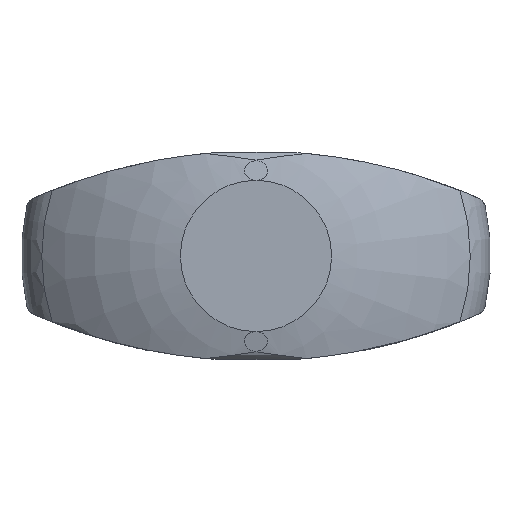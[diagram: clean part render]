
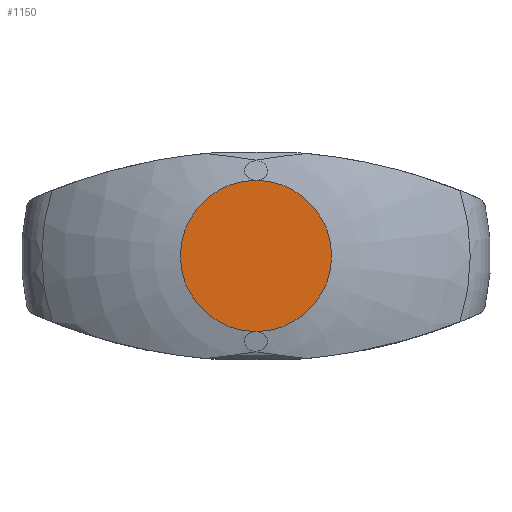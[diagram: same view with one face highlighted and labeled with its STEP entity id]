
A CAD part, top view. The second image highlights one B-rep face of the part: STEP entity #1150.
In plain terms, the highlighted planar face has unit normal (0, 0, 1).
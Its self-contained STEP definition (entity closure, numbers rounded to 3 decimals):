
#704=VERTEX_POINT('',#2023);
#1150=ADVANCED_FACE('',(#2506),#2507,.T.);
#1484=EDGE_CURVE('',#704,#1888,#2871,.T.);
#1566=EDGE_CURVE('',#1888,#704,#2962,.T.);
#1888=VERTEX_POINT('',#3308);
#2023=CARTESIAN_POINT('',(0.0,-5.8,31.));
#2506=FACE_OUTER_BOUND('',#4752,.T.);
#2507=PLANE('',#4753);
#2871=CIRCLE('',#5725,5.8);
#2962=CIRCLE('',#6039,5.8);
#3308=CARTESIAN_POINT('',(0.0,5.8,31.));
#4752=EDGE_LOOP('',(#7904,#7905));
#4753=AXIS2_PLACEMENT_3D('',#7906,#7907,#7908);
#5725=AXIS2_PLACEMENT_3D('',#8299,#8300,#8301);
#6039=AXIS2_PLACEMENT_3D('',#8395,#8396,#8397);
#7904=ORIENTED_EDGE('',*,*,#1484,.F.);
#7905=ORIENTED_EDGE('',*,*,#1566,.F.);
#7906=CARTESIAN_POINT('',(-2.9,0.,31.0));
#7907=DIRECTION('',(-0.0,0.,1.0));
#7908=DIRECTION('',(1.0,0.0,0.0));
#8299=CARTESIAN_POINT('',(0.0,0.,31.0));
#8300=DIRECTION('',(-0.0,0.,-1.0));
#8301=DIRECTION('',(-1.0,0.0,0.0));
#8395=CARTESIAN_POINT('',(0.0,0.,31.0));
#8396=DIRECTION('',(-0.0,0.,-1.0));
#8397=DIRECTION('',(-1.0,0.0,0.0));
